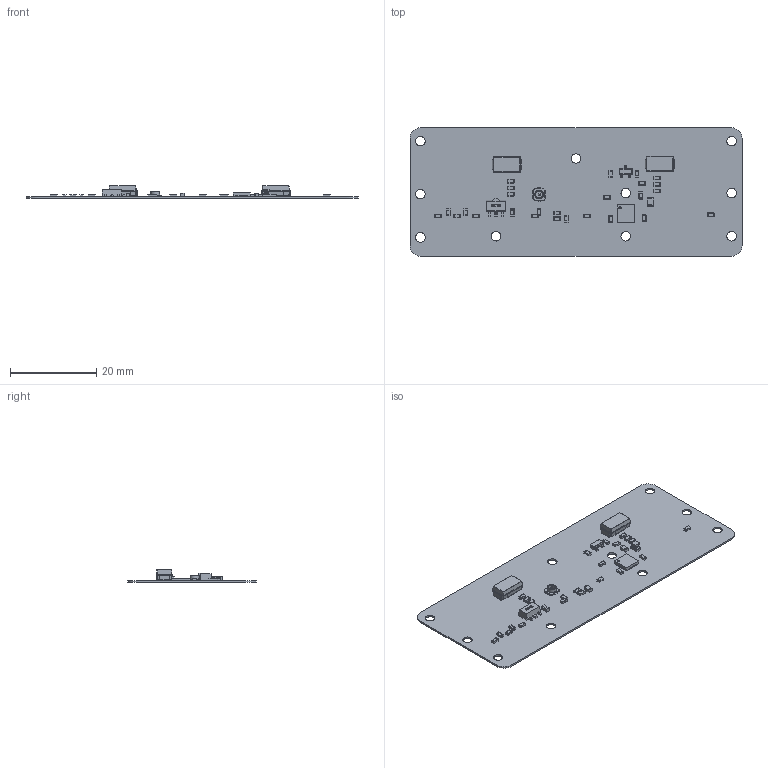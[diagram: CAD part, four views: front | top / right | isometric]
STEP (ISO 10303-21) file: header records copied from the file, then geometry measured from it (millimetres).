
FILE_DESCRIPTION(('Open CASCADE Model'),'2;1');
FILE_NAME('Open CASCADE Shape Model','2024-08-15T12:49:42',('Author'),( 'Open CASCADE'),'Open CASCADE STEP processor 6.8','Open CASCADE 6.8' ,'Unknown');
FILE_SCHEMA(('AUTOMOTIVE_DESIGN { 1 0 10303 214 1 1 1 1 }'));
Products named in the file (1): PCB
Bounding box: 76.8 x 29.8 x 2.9 mm (x, y, z)
Volume: 1039.5 mm3; surface area: 5241.1 mm2
Topology: 125 solids, 331 shells, 2138 faces, 5279 edges, 3397 vertices
Faces by surface type: plane 1252, cylinder 606, sphere 199, bspline 72, torus 8, cone 1
Full cylindrical faces by diameter (mm): 0.5 x2, 1.6 x1, 2 x1, 2.2 x10
Entity records: 70122 total; most frequent: CARTESIAN_POINT 18965, DIRECTION 10090, ORIENTED_EDGE 9117, EDGE_CURVE 5076, LINE 3520, VECTOR 3520, VERTEX_POINT 3397, AXIS2_PLACEMENT_3D 3285
